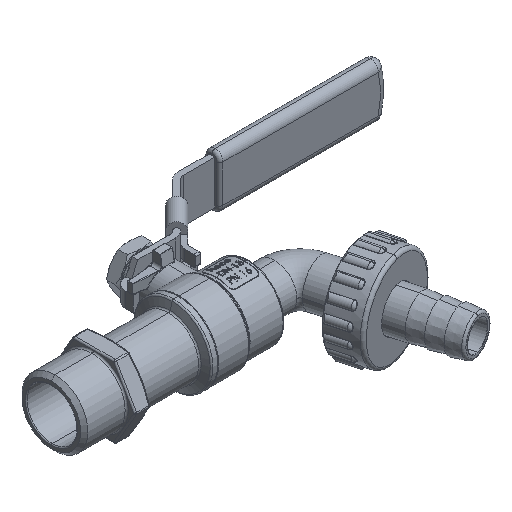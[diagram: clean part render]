
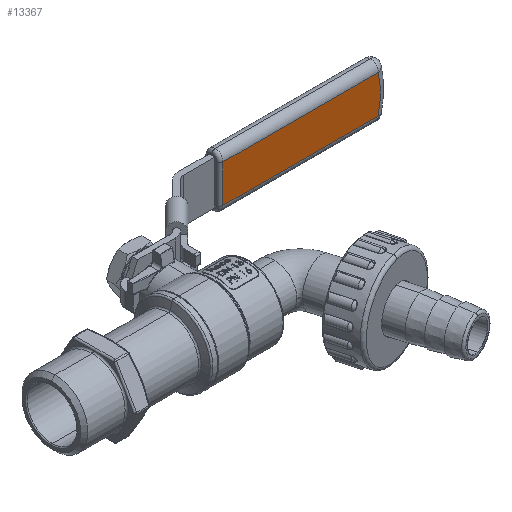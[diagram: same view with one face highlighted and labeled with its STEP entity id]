
A CAD part, isometric view. The second image highlights one B-rep face of the part: STEP entity #13367.
In plain terms, the highlighted planar face has unit normal (0, -1, 0).
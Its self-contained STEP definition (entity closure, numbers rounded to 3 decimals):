
#376 = DIRECTION ( 'NONE',  ( -1., 0., 0. ) ) ;
#2286 = PLANE ( 'NONE',  #12575 ) ;
#3989 = EDGE_LOOP ( 'NONE', ( #41295, #39382, #45171, #37515 ) ) ;
#4220 = CARTESIAN_POINT ( 'NONE',  ( 88.771, 36.4, -6. ) ) ;
#4926 = DIRECTION ( 'NONE',  ( 0., -1., 0. ) ) ;
#6559 = EDGE_CURVE ( 'NONE', #45634, #39835, #43756, .T. ) ;
#7861 = LINE ( 'NONE', #29580, #38337 ) ;
#10122 = LINE ( 'NONE', #4220, #41228 ) ;
#12575 = AXIS2_PLACEMENT_3D ( 'NONE', #45183, #41206, #21398 ) ;
#13367 = ADVANCED_FACE ( 'NONE', ( #36850 ), #2286, .F. ) ;
#15078 = AXIS2_PLACEMENT_3D ( 'NONE', #24560, #4926, #16229 ) ;
#16229 = DIRECTION ( 'NONE',  ( -1., 0., 0. ) ) ;
#18060 = VERTEX_POINT ( 'NONE', #28633 ) ;
#21398 = DIRECTION ( 'NONE',  ( -1., 0., 0. ) ) ;
#22077 = EDGE_CURVE ( 'NONE', #18060, #51079, #22333, .T. ) ;
#22333 = CIRCLE ( 'NONE', #15078, 27.5 ) ;
#22380 = CARTESIAN_POINT ( 'NONE',  ( 86.837, 36.4, 6. ) ) ;
#24560 = CARTESIAN_POINT ( 'NONE',  ( 60., 36.4, 0. ) ) ;
#28202 = VECTOR ( 'NONE', #42826, 1000. ) ;
#28633 = CARTESIAN_POINT ( 'NONE',  ( 86.837, 36.4, -6. ) ) ;
#29580 = CARTESIAN_POINT ( 'NONE',  ( 90., 36.4, 6. ) ) ;
#30759 = EDGE_CURVE ( 'NONE', #51079, #45634, #7861, .T. ) ;
#35808 = CARTESIAN_POINT ( 'NONE',  ( 37.485, 36.4, -6. ) ) ;
#36850 = FACE_OUTER_BOUND ( 'NONE', #3989, .T. ) ;
#37515 = ORIENTED_EDGE ( 'NONE', *, *, #22077, .T. ) ;
#38337 = VECTOR ( 'NONE', #376, 1000. ) ;
#39382 = ORIENTED_EDGE ( 'NONE', *, *, #6559, .T. ) ;
#39835 = VERTEX_POINT ( 'NONE', #35808 ) ;
#41206 = DIRECTION ( 'NONE',  ( 0., 1., 0. ) ) ;
#41228 = VECTOR ( 'NONE', #44633, 1000. ) ;
#41295 = ORIENTED_EDGE ( 'NONE', *, *, #30759, .T. ) ;
#42826 = DIRECTION ( 'NONE',  ( 0., 0., -1. ) ) ;
#43756 = LINE ( 'NONE', #50701, #28202 ) ;
#44633 = DIRECTION ( 'NONE',  ( 1., 0., 0. ) ) ;
#45171 = ORIENTED_EDGE ( 'NONE', *, *, #47480, .T. ) ;
#45183 = CARTESIAN_POINT ( 'NONE',  ( 90., 36.4, 8.5 ) ) ;
#45634 = VERTEX_POINT ( 'NONE', #45653 ) ;
#45653 = CARTESIAN_POINT ( 'NONE',  ( 37.485, 36.4, 6. ) ) ;
#47480 = EDGE_CURVE ( 'NONE', #39835, #18060, #10122, .T. ) ;
#50701 = CARTESIAN_POINT ( 'NONE',  ( 37.485, 36.4, 8.5 ) ) ;
#51079 = VERTEX_POINT ( 'NONE', #22380 ) ;
